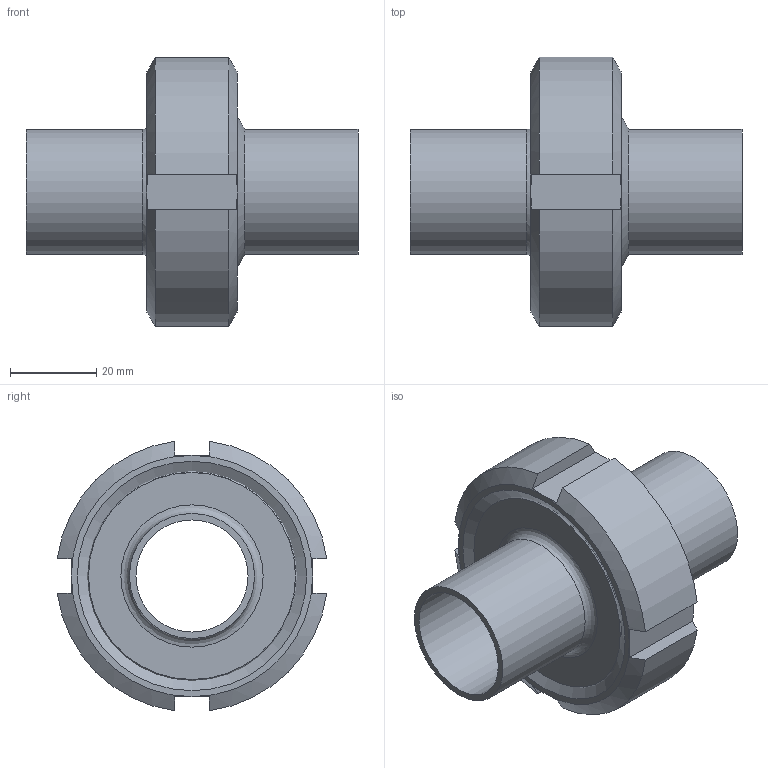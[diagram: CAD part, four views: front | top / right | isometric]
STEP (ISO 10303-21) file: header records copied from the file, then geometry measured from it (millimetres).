
FILE_DESCRIPTION((''),'2;1');
FILE_NAME('10101025X300.stp','2010-09-01T09:53:15',('thilbrands'),(''),'Autodesk Inventor 2008','Autodesk Inventor 2008','');
FILE_SCHEMA(('AUTOMOTIVE_DESIGN { 1 0 10303 214 1 1 1 1 }'));
Length unit declared in the file: millimetre
Products named in the file (4): 10101010X300; ENG-005563-DN25; 110000106-DN25; ENG-005450-DN25
Assembly tree (3 placements, depth 2):
  10101010X300
    ENG-005563-DN25
    110000106-DN25
    ENG-005450-DN25
Bounding box: 77 x 62.49 x 62.49 mm (x, y, z)
Volume: 56576.2 mm3; surface area: 32098.9 mm2
Topology: 3 solids, 3 shells, 65 faces, 133 edges, 80 vertices
Faces by surface type: plane 24, cylinder 15, cone 15, torus 7, bspline 4
Full cylindrical faces by diameter (mm): 26 x2, 29 x2, 35 x1, 36 x1, 42.9 x1, 43 x1, 48.19 x1, 52 x1, 52.4 x1
Entity records: 1827 total; most frequent: CARTESIAN_POINT 514, DIRECTION 264, ORIENTED_EDGE 208, AXIS2_PLACEMENT_3D 124, EDGE_LOOP 106, EDGE_CURVE 104, VERTEX_POINT 80, FACE_OUTER_BOUND 65
